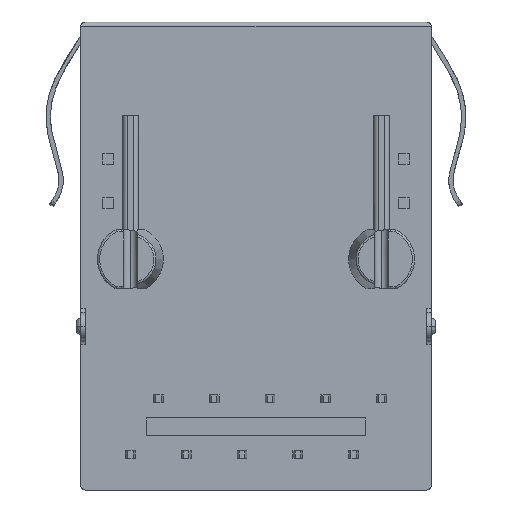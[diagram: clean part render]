
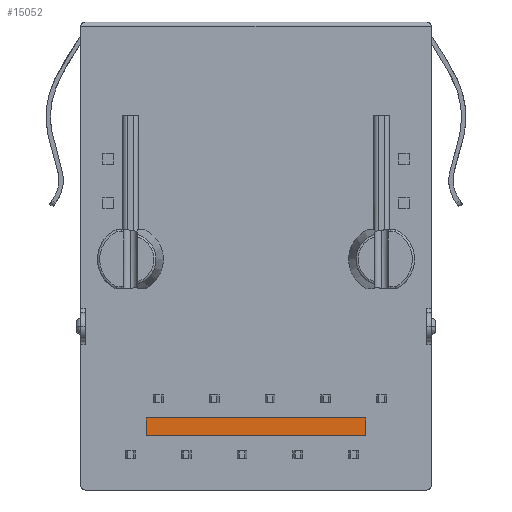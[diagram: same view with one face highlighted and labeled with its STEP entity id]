
A CAD part, front view. The second image highlights one B-rep face of the part: STEP entity #15052.
In plain terms, the highlighted planar face has unit normal (0, -1, 0).
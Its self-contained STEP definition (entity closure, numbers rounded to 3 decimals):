
#924 = LINE ( 'NONE', #22154, #10158 ) ;
#987 = VERTEX_POINT ( 'NONE', #11604 ) ;
#1732 = EDGE_CURVE ( 'NONE', #7248, #15876, #30112, .T. ) ;
#3155 = DIRECTION ( 'NONE',  ( 1., 0., 0. ) ) ;
#4168 = LINE ( 'NONE', #28250, #8252 ) ;
#4433 = DIRECTION ( 'NONE',  ( 0., -1., 0. ) ) ;
#5822 = ORIENTED_EDGE ( 'NONE', *, *, #25649, .T. ) ;
#7118 = VERTEX_POINT ( 'NONE', #17371 ) ;
#7248 = VERTEX_POINT ( 'NONE', #28833 ) ;
#7456 = LINE ( 'NONE', #19342, #13652 ) ;
#8252 = VECTOR ( 'NONE', #9233, 1000. ) ;
#8418 = CARTESIAN_POINT ( 'NONE',  ( 14.555, 3.65, -18.82 ) ) ;
#9047 = DIRECTION ( 'NONE',  ( 0., 0., -1. ) ) ;
#9233 = DIRECTION ( 'NONE',  ( 0., 0., -1. ) ) ;
#9493 = VECTOR ( 'NONE', #18091, 1000. ) ;
#10158 = VECTOR ( 'NONE', #3155, 1000. ) ;
#11285 = PLANE ( 'NONE',  #23418 ) ;
#11604 = CARTESIAN_POINT ( 'NONE',  ( 4.555, 3.65, -18.82 ) ) ;
#13652 = VECTOR ( 'NONE', #22325, 1000. ) ;
#15052 = ADVANCED_FACE ( 'NONE', ( #23441 ), #11285, .T. ) ;
#15876 = VERTEX_POINT ( 'NONE', #27744 ) ;
#17047 = EDGE_CURVE ( 'NONE', #987, #7248, #924, .T. ) ;
#17371 = CARTESIAN_POINT ( 'NONE',  ( 4.555, 3.65, -18.02 ) ) ;
#17630 = ORIENTED_EDGE ( 'NONE', *, *, #1732, .T. ) ;
#18091 = DIRECTION ( 'NONE',  ( 0., 0., 1. ) ) ;
#18920 = EDGE_LOOP ( 'NONE', ( #29115, #5822, #22769, #17630 ) ) ;
#19250 = EDGE_CURVE ( 'NONE', #15876, #7118, #7456, .T. ) ;
#19342 = CARTESIAN_POINT ( 'NONE',  ( 14.555, 3.65, -18.02 ) ) ;
#22154 = CARTESIAN_POINT ( 'NONE',  ( 4.555, 3.65, -18.82 ) ) ;
#22325 = DIRECTION ( 'NONE',  ( -1., 0., 0. ) ) ;
#22769 = ORIENTED_EDGE ( 'NONE', *, *, #17047, .T. ) ;
#23418 = AXIS2_PLACEMENT_3D ( 'NONE', #30736, #4433, #9047 ) ;
#23441 = FACE_OUTER_BOUND ( 'NONE', #18920, .T. ) ;
#25649 = EDGE_CURVE ( 'NONE', #7118, #987, #4168, .T. ) ;
#27744 = CARTESIAN_POINT ( 'NONE',  ( 14.555, 3.65, -18.02 ) ) ;
#28250 = CARTESIAN_POINT ( 'NONE',  ( 4.555, 3.65, -18.02 ) ) ;
#28833 = CARTESIAN_POINT ( 'NONE',  ( 14.555, 3.65, -18.82 ) ) ;
#29115 = ORIENTED_EDGE ( 'NONE', *, *, #19250, .T. ) ;
#30112 = LINE ( 'NONE', #8418, #9493 ) ;
#30736 = CARTESIAN_POINT ( 'NONE',  ( 9.555, 3.65, -21.3 ) ) ;
